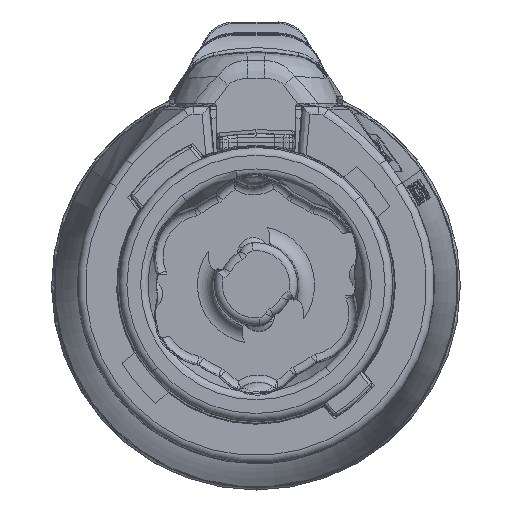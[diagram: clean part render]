
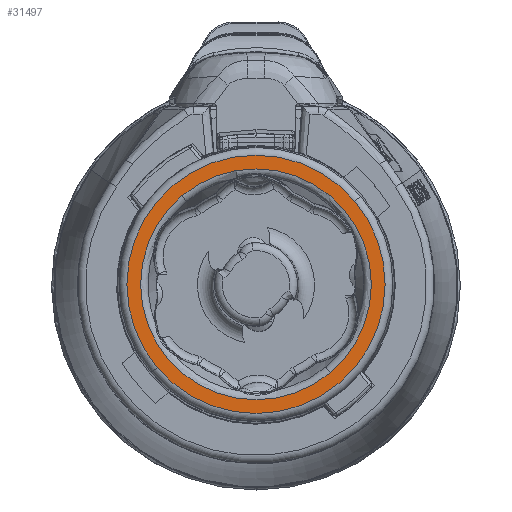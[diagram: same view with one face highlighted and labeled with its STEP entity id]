
A CAD part, top view. The second image highlights one B-rep face of the part: STEP entity #31497.
In plain terms, the highlighted planar face has unit normal (0, 0, 1).
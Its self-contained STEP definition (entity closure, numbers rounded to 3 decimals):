
#1=CARTESIAN_POINT('',(0.,0.,0.));
#2=DIRECTION('',(0.,0.,1.));
#3=DIRECTION('',(-0.643,0.766,0.));
#4=AXIS2_PLACEMENT_3D('',#1,#2,#3);
#6=CARTESIAN_POINT('',(0.,0.,0.));
#7=DIRECTION('',(0.,0.,1.));
#8=DIRECTION('',(0.643,-0.766,0.));
#9=AXIS2_PLACEMENT_3D('',#6,#7,#8);
#11=CARTESIAN_POINT('',(0.,0.,0.));
#12=DIRECTION('',(0.,0.,1.));
#13=DIRECTION('',(0.766,0.643,0.));
#14=AXIS2_PLACEMENT_3D('',#11,#12,#13);
#16=CARTESIAN_POINT('',(0.,0.,0.));
#17=DIRECTION('',(0.,0.,1.));
#18=DIRECTION('',(-0.766,-0.643,0.));
#19=AXIS2_PLACEMENT_3D('',#16,#17,#18);
#27798=CARTESIAN_POINT('',(-4.739,5.647,0.));
#27799=CARTESIAN_POINT('',(4.739,-5.647,0.));
#27800=VERTEX_POINT('',#27798);
#27801=VERTEX_POINT('',#27799);
#28811=CARTESIAN_POINT('',(6.32,5.303,0.));
#28812=CARTESIAN_POINT('',(-6.32,-5.303,0.));
#28813=VERTEX_POINT('',#28811);
#28814=VERTEX_POINT('',#28812);
#31480=CARTESIAN_POINT('',(0.,0.,0.));
#31481=DIRECTION('',(0.,0.,1.));
#31482=DIRECTION('',(-0.766,-0.643,0.));
#31483=AXIS2_PLACEMENT_3D('',#31480,#31481,#31482);
#31484=PLANE('',#31483);
#31486=ORIENTED_EDGE('',*,*,#31485,.F.);
#31488=ORIENTED_EDGE('',*,*,#31487,.F.);
#31489=EDGE_LOOP('',(#31486,#31488));
#31490=FACE_OUTER_BOUND('',#31489,.F.);
#31492=ORIENTED_EDGE('',*,*,#31491,.T.);
#31494=ORIENTED_EDGE('',*,*,#31493,.T.);
#31495=EDGE_LOOP('',(#31492,#31494));
#31496=FACE_BOUND('',#31495,.F.);
#31497=ADVANCED_FACE('',(#31490,#31496),#31484,.T.);
#5=CIRCLE('',#4,7.372);
#10=CIRCLE('',#9,7.372);
#15=CIRCLE('',#14,8.25);
#20=CIRCLE('',#19,8.25);
#31485=EDGE_CURVE('',#28813,#28814,#15,.T.);
#31487=EDGE_CURVE('',#28814,#28813,#20,.T.);
#31491=EDGE_CURVE('',#27800,#27801,#5,.T.);
#31493=EDGE_CURVE('',#27801,#27800,#10,.T.);
